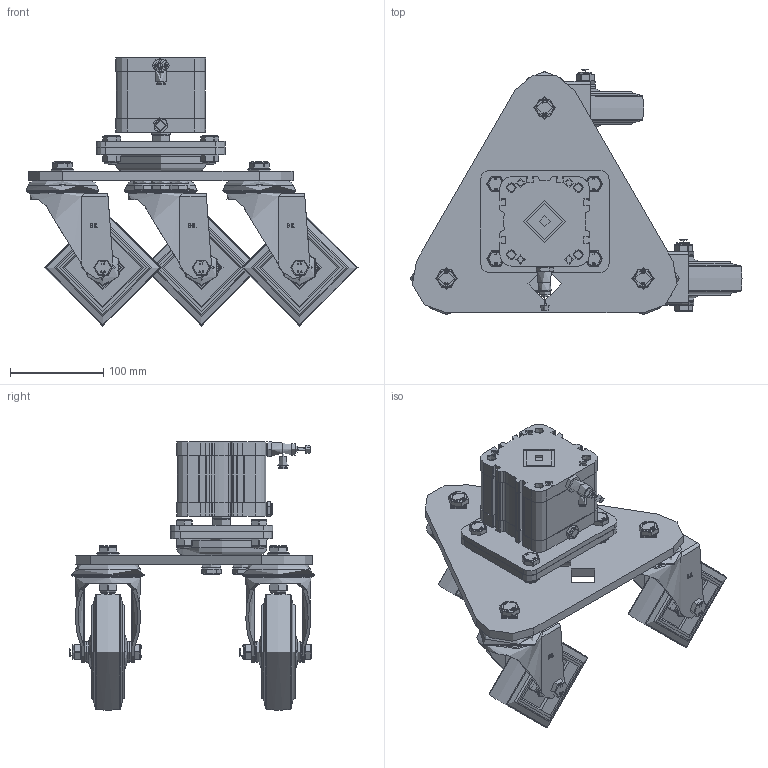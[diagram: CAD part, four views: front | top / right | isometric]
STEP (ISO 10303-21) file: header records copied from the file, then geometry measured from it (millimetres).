
FILE_DESCRIPTION(/* description */ ('','CAx-IF Rec.Pracs.---Representation and Presentation of Product Manufacturing Information (PMI)---4.0---2014-10-13'),/* implementation_level */ '2;1');
FILE_NAME(/* name */ 'EZK125SRNBJ.step',/* time_stamp */ '2024-11-22T16:53:36Z',/* author */ (''),/* organization */ (''),/* preprocessor_version */ 'ST-DEVELOPER v20',/* originating_system */ 'Autodesk Translation Framework v13.20.0.188',/* authorisation */ '');
FILE_SCHEMA (('AP242_MANAGED_MODEL_BASED_3D_ENGINEERING_MIM_LF { 1 0 10303 442 1 1 4 }'));
Products named in the file (146): EZK125SRNBJ; BZSKMAS v2;  SCENERY SKATE; TRIANGLE; TOP PLATE; WASHER; BOLT; BZEH125ASBH12 v1; ZINC PLATED, PRESSED STEEL TOP HEAD; ZINC PLATED, PRESSED STEEL FORKS; BZEH125ASBH12 v1 (1); ZINC PLATED, PRESSED STEEL TOP HEAD (1); ZINC PLATED, PRESSED STEEL FORKS (1); BZEH125ASBH12 v1 (2); ZINC PLATED, PRESSED STEEL TOP HEAD (2); ZINC PLATED, PRESSED STEEL FORKS (2); BZH125WSRNBJM10 v1; BZMM125WSRNBJ; 65 SHORE A ELASTIC RUBBER TYRE; NYLON RIM; BEARING 6202; METAL; METAL2; Pattern; Component1; MIDDLE; RUBBER; RUBBER2; HUBCAPM10X49RN; HUBCAPM10X49RN (1); HUB CAP; BZH125WSRNBJM10 v1 (1); BZMM125WSRNBJ (1); 65 SHORE A ELASTIC RUBBER TYRE (1); NYLON RIM (1); BEARING 6202 (1); METAL (1); METAL2 (1); Pattern (1); Component1 (1) ...
Assembly tree (173 placements, depth 6):
  EZK125SRNBJ
    BZSKMAS v2
       SCENERY SKATE
        TRIANGLE
        TOP PLATE
        WASHER  x3
        BOLT  x3
    BZEH125ASBH12 v1
      ZINC PLATED, PRESSED STEEL TOP HEAD
      ZINC PLATED, PRESSED STEEL FORKS
    BZEH125ASBH12 v1 (1)
      ZINC PLATED, PRESSED STEEL TOP HEAD (1)
      ZINC PLATED, PRESSED STEEL FORKS (1)
    BZEH125ASBH12 v1 (2)
      ZINC PLATED, PRESSED STEEL TOP HEAD (2)
      ZINC PLATED, PRESSED STEEL FORKS (2)
    BZH125WSRNBJM10 v1
      BZMM125WSRNBJ
        65 SHORE A ELASTIC RUBBER TYRE
        NYLON RIM
        BEARING 6202
          METAL
          METAL2
          Pattern
            Component1  x8
          MIDDLE
          RUBBER
          RUBBER2
      HUBCAPM10X49RN
        HUB CAP
      HUBCAPM10X49RN (1)
        HUB CAP
    BZH125WSRNBJM10 v1 (1)
      BZMM125WSRNBJ (1)
        65 SHORE A ELASTIC RUBBER TYRE (1)
        NYLON RIM (1)
        BEARING 6202 (1)
          METAL (1)
          METAL2 (1)
          Pattern (1)
            Component1 (1)  x8
          MIDDLE (1)
          RUBBER (1)
          RUBBER2 (1)
      HUBCAPM10X49RN (2)
        HUB CAP (1)
      HUBCAPM10X49RN (1) (1)
        HUB CAP (1)
    BZH125WSRNBJM10 v1 (2)
      BZMM125WSRNBJ (2)
        65 SHORE A ELASTIC RUBBER TYRE (2)
        NYLON RIM (2)
        BEARING 6202 (2)
          METAL (2)
          METAL2 (2)
          Pattern (2)
            Component1 (2)  x8
          MIDDLE (2)
          RUBBER (2)
          RUBBER2 (2)
Bounding box: 356 x 263.23 x 287.39 mm (x, y, z)
Volume: 2452767.6 mm3; surface area: 803888.5 mm2
Topology: 120 solids, 120 shells, 4534 faces, 11147 edges, 7182 vertices
Faces by surface type: plane 1920, cylinder 1372, bspline 752, sphere 271, torus 136, cone 83
Full cylindrical faces by diameter (mm): 3 x22, 4 x1, 6 x1, 7 x1, 8 x9, 8.141 x54, 9 x128, 9.5 x8, 9.836 x75, 9.85 x57, 10 x56, 10.2 x6, 10.25 x6, 10.5 x16, 11 x6, 11.5 x1, 11.834 x75, 12 x24, 12.2 x3, 12.5 x3, 13 x5, 13.5 x1, 13.8 x1, 14 x6, 14.5 x1, 14.8 x1, 14.9 x6, 15 x3, 16 x17, 17.5 x3
Entity records: 281524 total; most frequent: CARTESIAN_POINT 177996, ORIENTED_EDGE 21654, DIRECTION 18816, EDGE_CURVE 10827, VERTEX_POINT 7019, AXIS2_PLACEMENT_3D 6808, LINE 5200, VECTOR 5200
